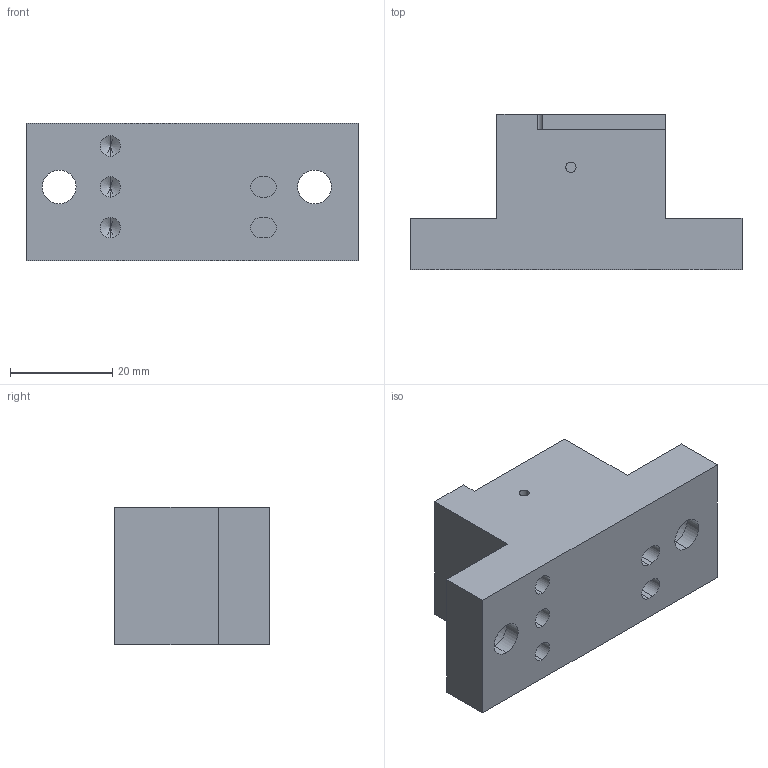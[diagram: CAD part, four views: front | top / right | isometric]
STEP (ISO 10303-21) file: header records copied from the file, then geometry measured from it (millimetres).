
FILE_DESCRIPTION (( 'STEP AP203' ), '1' );
FILE_NAME ('12_adaptor_pil_dec_tab.STEP', '2021-11-03T13:08:46', ( '' ), ( '' ), 'SwSTEP 2.0', 'SolidWorks 2020', '' );
FILE_SCHEMA (( 'CONFIG_CONTROL_DESIGN' ));
Length unit declared in the file: millimetre
Products named in the file (1): 12_adaptor_pil_dec_tab
Bounding box: 65 x 30.34 x 27 mm (x, y, z)
Volume: 31815.7 mm3; surface area: 8724.1 mm2
Topology: 1 solids, 1 shells, 53 faces, 130 edges, 80 vertices
Faces by surface type: cylinder 23, plane 22, cone 8
Entity records: 1595 total; most frequent: DIRECTION 276, CARTESIAN_POINT 256, ORIENTED_EDGE 244, EDGE_CURVE 122, AXIS2_PLACEMENT_3D 100, VERTEX_POINT 80, LINE 76, VECTOR 76
